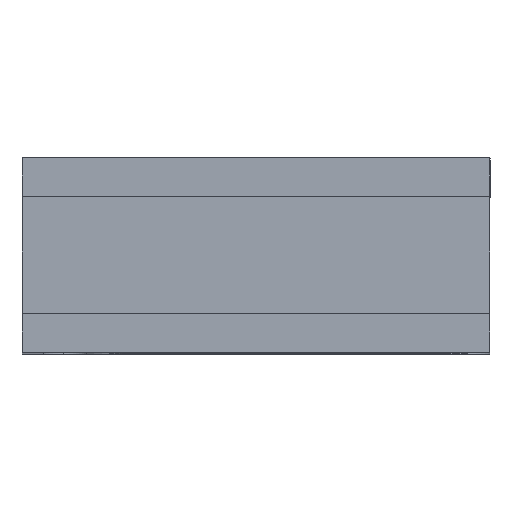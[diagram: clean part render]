
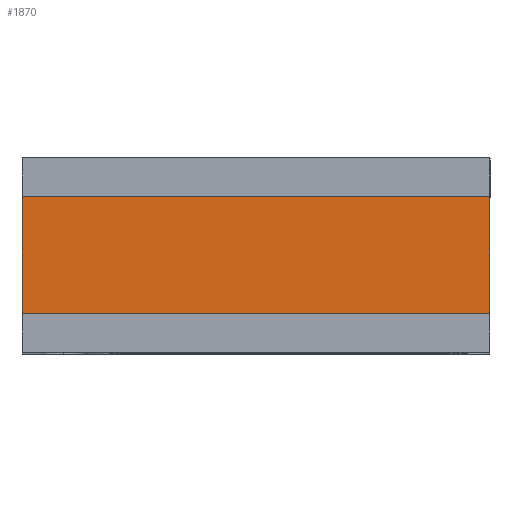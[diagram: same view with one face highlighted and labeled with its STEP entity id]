
A CAD part, top view. The second image highlights one B-rep face of the part: STEP entity #1870.
In plain terms, the highlighted planar face has unit normal (0, 0, 1).
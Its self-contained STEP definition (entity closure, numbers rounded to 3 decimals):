
#86=PLANE('',#2003);
#148=FACE_OUTER_BOUND('',#256,.T.);
#256=EDGE_LOOP('',(#1351,#1352,#1353,#1354));
#398=LINE('',#2835,#580);
#399=LINE('',#2838,#581);
#400=LINE('',#2840,#582);
#401=LINE('',#2841,#583);
#580=VECTOR('',#2266,10.);
#581=VECTOR('',#2269,10.);
#582=VECTOR('',#2270,10.);
#583=VECTOR('',#2271,10.);
#846=VERTEX_POINT('',#2829);
#848=VERTEX_POINT('',#2833);
#849=VERTEX_POINT('',#2837);
#850=VERTEX_POINT('',#2839);
#1042=EDGE_CURVE('',#846,#848,#398,.T.);
#1043=EDGE_CURVE('',#846,#849,#399,.T.);
#1044=EDGE_CURVE('',#850,#848,#400,.T.);
#1045=EDGE_CURVE('',#849,#850,#401,.T.);
#1351=ORIENTED_EDGE('',*,*,#1043,.F.);
#1352=ORIENTED_EDGE('',*,*,#1042,.T.);
#1353=ORIENTED_EDGE('',*,*,#1044,.F.);
#1354=ORIENTED_EDGE('',*,*,#1045,.F.);
#1870=ADVANCED_FACE('',(#148),#86,.T.);
#2003=AXIS2_PLACEMENT_3D('',#2836,#2267,#2268);
#2266=DIRECTION('',(0.,-1.,0.));
#2267=DIRECTION('center_axis',(0.,0.,1.));
#2268=DIRECTION('ref_axis',(-1.,0.,0.));
#2269=DIRECTION('',(1.,0.,0.));
#2270=DIRECTION('',(-1.,0.,0.));
#2271=DIRECTION('',(0.,-1.,0.));
#2829=CARTESIAN_POINT('',(-6.,-1.,25.5));
#2833=CARTESIAN_POINT('',(-6.,-4.,25.5));
#2835=CARTESIAN_POINT('',(-6.,-1.,25.5));
#2836=CARTESIAN_POINT('Origin',(6.,-1.,25.5));
#2837=CARTESIAN_POINT('',(6.,-1.,25.5));
#2838=CARTESIAN_POINT('',(-6.,-1.,25.5));
#2839=CARTESIAN_POINT('',(6.,-4.,25.5));
#2840=CARTESIAN_POINT('',(-6.,-4.,25.5));
#2841=CARTESIAN_POINT('',(6.,-1.,25.5));
